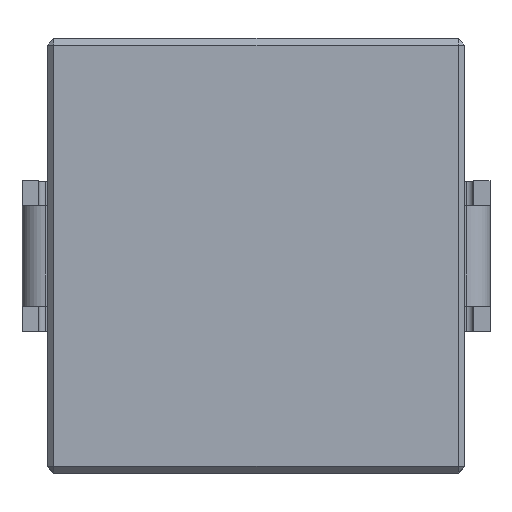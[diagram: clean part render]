
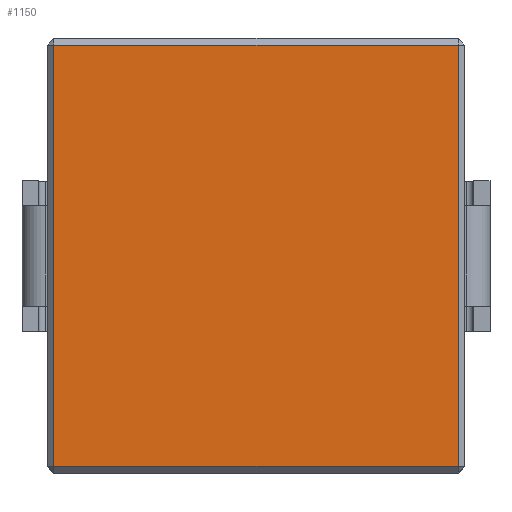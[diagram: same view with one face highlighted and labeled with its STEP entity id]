
A CAD part, top view. The second image highlights one B-rep face of the part: STEP entity #1150.
In plain terms, the highlighted planar face has unit normal (0, 0, 1).
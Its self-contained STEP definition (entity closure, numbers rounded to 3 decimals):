
#44=FACE_OUTER_BOUND($,#110,.T.);
#110=EDGE_LOOP($,(#756,#757,#758,#759));
#176=LINE($,#1627,#328);
#177=LINE($,#1629,#329);
#178=LINE($,#1631,#330);
#179=LINE($,#1632,#331);
#328=VECTOR($,#1309,12.1);
#329=VECTOR($,#1310,12.6);
#330=VECTOR($,#1311,12.1);
#331=VECTOR($,#1312,12.6);
#480=VERTEX_POINT($,#1625);
#481=VERTEX_POINT($,#1626);
#482=VERTEX_POINT($,#1628);
#483=VERTEX_POINT($,#1630);
#588=EDGE_CURVE($,#480,#481,#176,.T.);
#589=EDGE_CURVE($,#481,#482,#177,.T.);
#590=EDGE_CURVE($,#482,#483,#178,.T.);
#591=EDGE_CURVE($,#483,#480,#179,.T.);
#756=ORIENTED_EDGE($,*,*,#588,.T.);
#757=ORIENTED_EDGE($,*,*,#589,.T.);
#758=ORIENTED_EDGE($,*,*,#590,.T.);
#759=ORIENTED_EDGE($,*,*,#591,.T.);
#1092=PLANE($,#1223);
#1150=ADVANCED_FACE($,(#44),#1092,.T.);
#1223=AXIS2_PLACEMENT_3D($,#1624,#1307,#1308);
#1307=DIRECTION('center_axis',(0.,0.,1.));
#1308=DIRECTION('ref_axis',(1.,0.,0.));
#1309=DIRECTION($,(1.,0.,0.));
#1310=DIRECTION($,(0.,1.,0.));
#1311=DIRECTION($,(-1.,0.,0.));
#1312=DIRECTION($,(0.,-1.,0.));
#1624=CARTESIAN_POINT('Origin',(-6.25,-6.5,9.));
#1625=CARTESIAN_POINT('',(-6.05,-6.3,9.));
#1626=CARTESIAN_POINT('',(6.05,-6.3,9.));
#1627=CARTESIAN_POINT($,(6.25,-6.3,9.));
#1628=CARTESIAN_POINT('',(6.05,6.3,9.));
#1629=CARTESIAN_POINT($,(6.05,6.5,9.));
#1630=CARTESIAN_POINT('',(-6.05,6.3,9.));
#1631=CARTESIAN_POINT($,(-6.25,6.3,9.));
#1632=CARTESIAN_POINT($,(-6.05,-6.5,9.));
